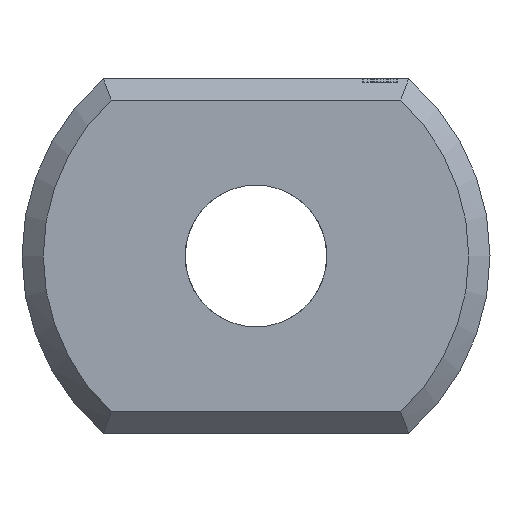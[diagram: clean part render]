
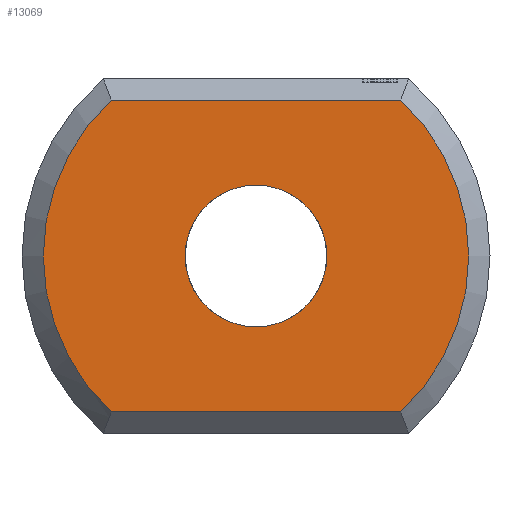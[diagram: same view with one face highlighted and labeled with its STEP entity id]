
A CAD part, left-side view. The second image highlights one B-rep face of the part: STEP entity #13069.
In plain terms, the highlighted planar face has unit normal (-1, 0, 0).
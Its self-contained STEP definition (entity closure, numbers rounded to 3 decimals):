
#298 = PLANE('',#299);
#299 = AXIS2_PLACEMENT_3D('',#300,#301,#302);
#300 = CARTESIAN_POINT('',(0.15,-2.154,-2.35));
#301 = DIRECTION('',(-0.707,0.,-0.707));
#302 = DIRECTION('',(0.,-1.,0.));
#725 = CONICAL_SURFACE('',#726,3.3,0.785);
#726 = AXIS2_PLACEMENT_3D('',#727,#728,#729);
#727 = CARTESIAN_POINT('',(0.3,0.,0.));
#728 = DIRECTION('',(1.,0.,0.));
#729 = DIRECTION('',(0.,0.653,-0.758));
#872 = CONICAL_SURFACE('',#873,3.3,0.785);
#873 = AXIS2_PLACEMENT_3D('',#874,#875,#876);
#874 = CARTESIAN_POINT('',(0.3,0.,0.));
#875 = DIRECTION('',(1.,0.,0.));
#876 = DIRECTION('',(0.,-0.653,0.758));
#909 = VERTEX_POINT('',#910);
#910 = CARTESIAN_POINT('',(0.,-2.04,-2.2));
#937 = VERTEX_POINT('',#938);
#938 = CARTESIAN_POINT('',(0.,2.04,-2.2));
#963 = EDGE_CURVE('',#909,#937,#964,.T.);
#964 = SURFACE_CURVE('',#965,(#969,#976),.PCURVE_S1.);
#965 = LINE('',#966,#967);
#966 = CARTESIAN_POINT('',(0.,-2.154,-2.2));
#967 = VECTOR('',#968,1.);
#968 = DIRECTION('',(0.,1.,0.));
#969 = PCURVE('',#298,#970);
#970 = DEFINITIONAL_REPRESENTATION('',(#971),#975);
#971 = LINE('',#972,#973);
#972 = CARTESIAN_POINT('',(0.,0.212));
#973 = VECTOR('',#974,1.);
#974 = DIRECTION('',(-1.,0.));
#975 = ( GEOMETRIC_REPRESENTATION_CONTEXT(2) 
PARAMETRIC_REPRESENTATION_CONTEXT() REPRESENTATION_CONTEXT('2D SPACE',''
  ) );
#976 = PCURVE('',#977,#982);
#977 = PLANE('',#978);
#978 = AXIS2_PLACEMENT_3D('',#979,#980,#981);
#979 = CARTESIAN_POINT('',(0.,0.,
    0.));
#980 = DIRECTION('',(1.,0.,0.));
#981 = DIRECTION('',(0.,0.,1.));
#982 = DEFINITIONAL_REPRESENTATION('',(#983),#987);
#983 = LINE('',#984,#985);
#984 = CARTESIAN_POINT('',(-2.2,2.154));
#985 = VECTOR('',#986,1.);
#986 = DIRECTION('',(0.,-1.));
#987 = ( GEOMETRIC_REPRESENTATION_CONTEXT(2) 
PARAMETRIC_REPRESENTATION_CONTEXT() REPRESENTATION_CONTEXT('2D SPACE',''
  ) );
#1763 = PLANE('',#1764);
#1764 = AXIS2_PLACEMENT_3D('',#1765,#1766,#1767);
#1765 = CARTESIAN_POINT('',(0.15,-2.154,2.35));
#1766 = DIRECTION('',(0.707,0.,-0.707
    ));
#1767 = DIRECTION('',(0.,-1.,0.));
#12856 = VERTEX_POINT('',#12857);
#12857 = CARTESIAN_POINT('',(0.,2.04,2.2));
#12882 = EDGE_CURVE('',#937,#12856,#12883,.T.);
#12883 = SURFACE_CURVE('',#12884,(#12889,#12896),.PCURVE_S1.);
#12884 = CIRCLE('',#12885,3.);
#12885 = AXIS2_PLACEMENT_3D('',#12886,#12887,#12888);
#12886 = CARTESIAN_POINT('',(0.,0.,
    0.));
#12887 = DIRECTION('',(1.,0.,0.));
#12888 = DIRECTION('',(0.,0.653,-0.758)
  );
#12889 = PCURVE('',#725,#12890);
#12890 = DEFINITIONAL_REPRESENTATION('',(#12891),#12895);
#12891 = LINE('',#12892,#12893);
#12892 = CARTESIAN_POINT('',(0.,-0.3));
#12893 = VECTOR('',#12894,1.);
#12894 = DIRECTION('',(1.,-0.));
#12895 = ( GEOMETRIC_REPRESENTATION_CONTEXT(2) 
PARAMETRIC_REPRESENTATION_CONTEXT() REPRESENTATION_CONTEXT('2D SPACE',''
  ) );
#12896 = PCURVE('',#977,#12897);
#12897 = DEFINITIONAL_REPRESENTATION('',(#12898),#12902);
#12898 = CIRCLE('',#12899,3.);
#12899 = AXIS2_PLACEMENT_2D('',#12900,#12901);
#12900 = CARTESIAN_POINT('',(0.,0.));
#12901 = DIRECTION('',(-0.758,-0.653));
#12902 = ( GEOMETRIC_REPRESENTATION_CONTEXT(2) 
PARAMETRIC_REPRESENTATION_CONTEXT() REPRESENTATION_CONTEXT('2D SPACE',''
  ) );
#13020 = VERTEX_POINT('',#13021);
#13021 = CARTESIAN_POINT('',(0.,-2.04,2.2));
#13048 = EDGE_CURVE('',#13020,#909,#13049,.T.);
#13049 = SURFACE_CURVE('',#13050,(#13055,#13062),.PCURVE_S1.);
#13050 = CIRCLE('',#13051,3.);
#13051 = AXIS2_PLACEMENT_3D('',#13052,#13053,#13054);
#13052 = CARTESIAN_POINT('',(0.,0.,
    0.));
#13053 = DIRECTION('',(1.,0.,0.));
#13054 = DIRECTION('',(0.,-0.653,0.758)
  );
#13055 = PCURVE('',#872,#13056);
#13056 = DEFINITIONAL_REPRESENTATION('',(#13057),#13061);
#13057 = LINE('',#13058,#13059);
#13058 = CARTESIAN_POINT('',(0.,-0.3));
#13059 = VECTOR('',#13060,1.);
#13060 = DIRECTION('',(1.,-0.));
#13061 = ( GEOMETRIC_REPRESENTATION_CONTEXT(2) 
PARAMETRIC_REPRESENTATION_CONTEXT() REPRESENTATION_CONTEXT('2D SPACE',''
  ) );
#13062 = PCURVE('',#977,#13063);
#13063 = DEFINITIONAL_REPRESENTATION('',(#13064),#13068);
#13064 = CIRCLE('',#13065,3.);
#13065 = AXIS2_PLACEMENT_2D('',#13066,#13067);
#13066 = CARTESIAN_POINT('',(0.,0.));
#13067 = DIRECTION('',(0.758,0.653));
#13068 = ( GEOMETRIC_REPRESENTATION_CONTEXT(2) 
PARAMETRIC_REPRESENTATION_CONTEXT() REPRESENTATION_CONTEXT('2D SPACE',''
  ) );
#13069 = ADVANCED_FACE('',(#13070,#13096),#977,.F.);
#13070 = FACE_BOUND('',#13071,.F.);
#13071 = EDGE_LOOP('',(#13072,#13073,#13094,#13095));
#13072 = ORIENTED_EDGE('',*,*,#12882,.T.);
#13073 = ORIENTED_EDGE('',*,*,#13074,.F.);
#13074 = EDGE_CURVE('',#13020,#12856,#13075,.T.);
#13075 = SURFACE_CURVE('',#13076,(#13080,#13087),.PCURVE_S1.);
#13076 = LINE('',#13077,#13078);
#13077 = CARTESIAN_POINT('',(0.,-2.154,2.2));
#13078 = VECTOR('',#13079,1.);
#13079 = DIRECTION('',(0.,1.,0.));
#13080 = PCURVE('',#977,#13081);
#13081 = DEFINITIONAL_REPRESENTATION('',(#13082),#13086);
#13082 = LINE('',#13083,#13084);
#13083 = CARTESIAN_POINT('',(2.2,2.154));
#13084 = VECTOR('',#13085,1.);
#13085 = DIRECTION('',(0.,-1.));
#13086 = ( GEOMETRIC_REPRESENTATION_CONTEXT(2) 
PARAMETRIC_REPRESENTATION_CONTEXT() REPRESENTATION_CONTEXT('2D SPACE',''
  ) );
#13087 = PCURVE('',#1763,#13088);
#13088 = DEFINITIONAL_REPRESENTATION('',(#13089),#13093);
#13089 = LINE('',#13090,#13091);
#13090 = CARTESIAN_POINT('',(0.,0.212));
#13091 = VECTOR('',#13092,1.);
#13092 = DIRECTION('',(-1.,0.));
#13093 = ( GEOMETRIC_REPRESENTATION_CONTEXT(2) 
PARAMETRIC_REPRESENTATION_CONTEXT() REPRESENTATION_CONTEXT('2D SPACE',''
  ) );
#13094 = ORIENTED_EDGE('',*,*,#13048,.T.);
#13095 = ORIENTED_EDGE('',*,*,#963,.T.);
#13096 = FACE_BOUND('',#13097,.T.);
#13097 = EDGE_LOOP('',(#13098));
#13098 = ORIENTED_EDGE('',*,*,#13099,.T.);
#13099 = EDGE_CURVE('',#13100,#13100,#13102,.T.);
#13100 = VERTEX_POINT('',#13101);
#13101 = CARTESIAN_POINT('',(0.,1.,0.));
#13102 = SURFACE_CURVE('',#13103,(#13108,#13115),.PCURVE_S1.);
#13103 = CIRCLE('',#13104,1.);
#13104 = AXIS2_PLACEMENT_3D('',#13105,#13106,#13107);
#13105 = CARTESIAN_POINT('',(0.,0.,0.));
#13106 = DIRECTION('',(1.,0.,0.));
#13107 = DIRECTION('',(0.,1.,0.));
#13108 = PCURVE('',#977,#13109);
#13109 = DEFINITIONAL_REPRESENTATION('',(#13110),#13114);
#13110 = CIRCLE('',#13111,1.);
#13111 = AXIS2_PLACEMENT_2D('',#13112,#13113);
#13112 = CARTESIAN_POINT('',(0.,0.));
#13113 = DIRECTION('',(0.,-1.));
#13114 = ( GEOMETRIC_REPRESENTATION_CONTEXT(2) 
PARAMETRIC_REPRESENTATION_CONTEXT() REPRESENTATION_CONTEXT('2D SPACE',''
  ) );
#13115 = PCURVE('',#13116,#13121);
#13116 = CYLINDRICAL_SURFACE('',#13117,1.);
#13117 = AXIS2_PLACEMENT_3D('',#13118,#13119,#13120);
#13118 = CARTESIAN_POINT('',(0.,0.,0.));
#13119 = DIRECTION('',(-1.,0.,0.));
#13120 = DIRECTION('',(0.,1.,0.));
#13121 = DEFINITIONAL_REPRESENTATION('',(#13122),#13126);
#13122 = LINE('',#13123,#13124);
#13123 = CARTESIAN_POINT('',(-0.,0.));
#13124 = VECTOR('',#13125,1.);
#13125 = DIRECTION('',(-1.,0.));
#13126 = ( GEOMETRIC_REPRESENTATION_CONTEXT(2) 
PARAMETRIC_REPRESENTATION_CONTEXT() REPRESENTATION_CONTEXT('2D SPACE',''
  ) );
